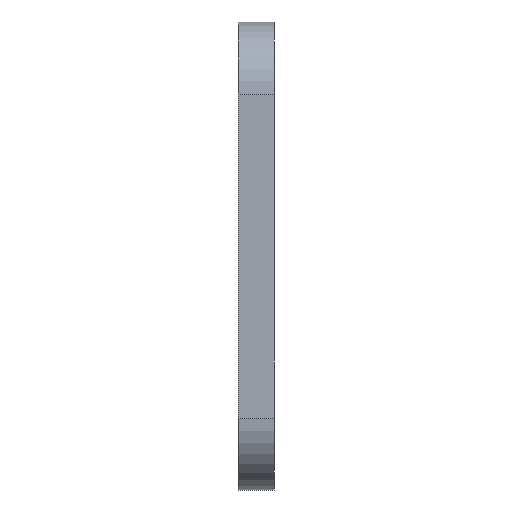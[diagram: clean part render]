
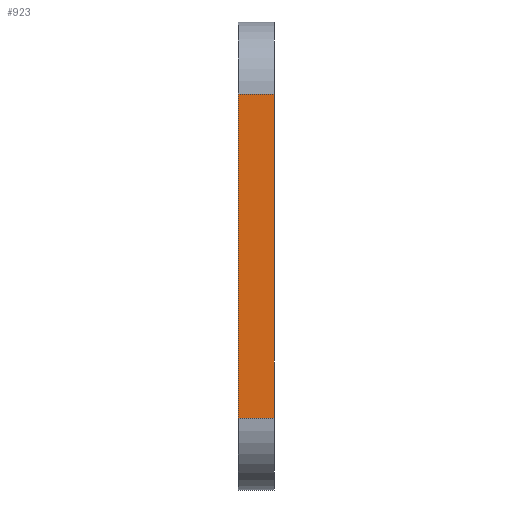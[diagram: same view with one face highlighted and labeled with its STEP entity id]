
A CAD part, front view. The second image highlights one B-rep face of the part: STEP entity #923.
In plain terms, the highlighted planar face has unit normal (0, -1, 0).
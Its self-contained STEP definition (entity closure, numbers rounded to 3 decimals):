
#61=PLANE('',#1052);
#111=FACE_OUTER_BOUND('',#177,.T.);
#177=EDGE_LOOP('',(#807,#808,#809,#810));
#204=LINE('',#1416,#274);
#256=LINE('',#1590,#326);
#257=LINE('',#1595,#327);
#258=LINE('',#1597,#328);
#274=VECTOR('',#1137,10.);
#326=VECTOR('',#1325,10.);
#327=VECTOR('',#1332,10.);
#328=VECTOR('',#1335,10.);
#412=VERTEX_POINT('',#1413);
#413=VERTEX_POINT('',#1415);
#467=VERTEX_POINT('',#1589);
#468=VERTEX_POINT('',#1593);
#504=EDGE_CURVE('',#413,#412,#204,.T.);
#590=EDGE_CURVE('',#413,#467,#256,.T.);
#593=EDGE_CURVE('',#412,#468,#257,.T.);
#594=EDGE_CURVE('',#467,#468,#258,.T.);
#807=ORIENTED_EDGE('',*,*,#504,.T.);
#808=ORIENTED_EDGE('',*,*,#593,.T.);
#809=ORIENTED_EDGE('',*,*,#594,.F.);
#810=ORIENTED_EDGE('',*,*,#590,.F.);
#923=ADVANCED_FACE('',(#111),#61,.T.);
#1052=AXIS2_PLACEMENT_3D('',#1596,#1333,#1334);
#1137=DIRECTION('',(0.,0.,-1.));
#1325=DIRECTION('',(1.,0.,0.));
#1332=DIRECTION('',(1.,0.,0.));
#1333=DIRECTION('center_axis',(0.,-1.,0.));
#1334=DIRECTION('ref_axis',(0.,0.,-1.));
#1335=DIRECTION('',(0.,0.,-1.));
#1413=CARTESIAN_POINT('',(0.,-36.01,-45.));
#1415=CARTESIAN_POINT('',(0.,-36.01,45.));
#1416=CARTESIAN_POINT('',(0.,-36.01,45.));
#1589=CARTESIAN_POINT('',(10.,-36.01,45.));
#1590=CARTESIAN_POINT('',(0.,-36.01,45.));
#1593=CARTESIAN_POINT('',(10.,-36.01,-45.));
#1595=CARTESIAN_POINT('',(0.,-36.01,-45.));
#1596=CARTESIAN_POINT('Origin',(0.,-36.01,45.));
#1597=CARTESIAN_POINT('',(10.,-36.01,45.));
